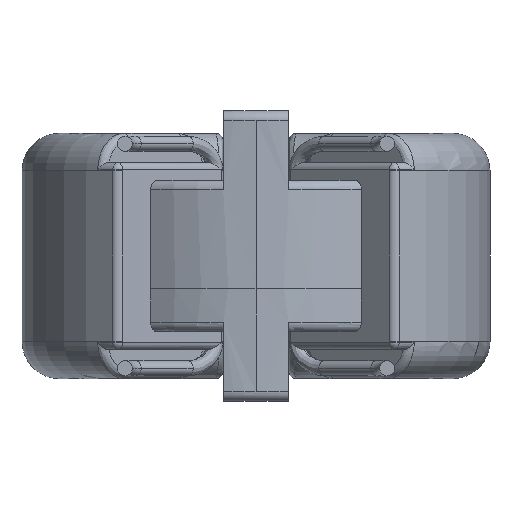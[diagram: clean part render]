
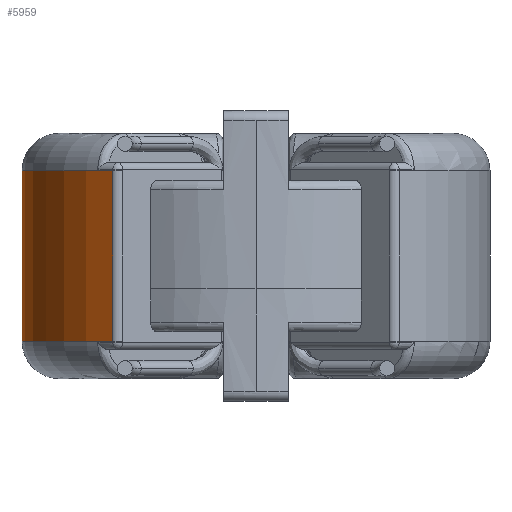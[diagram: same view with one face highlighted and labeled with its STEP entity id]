
A CAD part, front view. The second image highlights one B-rep face of the part: STEP entity #5959.
In plain terms, the highlighted cylindrical face has radius 12.5 mm (diameter 25 mm), a partial arc.
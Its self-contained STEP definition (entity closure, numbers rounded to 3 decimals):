
#1227 = CIRCLE ( 'NONE', #6678, 12.5 ) ;
#1565 = EDGE_LOOP ( 'NONE', ( #1888, #9716, #2584, #11216 ) ) ;
#1888 = ORIENTED_EDGE ( 'NONE', *, *, #6121, .T. ) ;
#1932 = VERTEX_POINT ( 'NONE', #2862 ) ;
#2037 = CARTESIAN_POINT ( 'NONE',  ( -7.645, -9.89, 4.55 ) ) ;
#2123 = FACE_OUTER_BOUND ( 'NONE', #1565, .T. ) ;
#2402 = AXIS2_PLACEMENT_3D ( 'NONE', #9540, #6534, #4640 ) ;
#2584 = ORIENTED_EDGE ( 'NONE', *, *, #4051, .T. ) ;
#2593 = LINE ( 'NONE', #5318, #11098 ) ;
#2862 = CARTESIAN_POINT ( 'NONE',  ( -12.5, 0., 4.55 ) ) ;
#3897 = CYLINDRICAL_SURFACE ( 'NONE', #2402, 12.5 ) ;
#4051 = EDGE_CURVE ( 'NONE', #6750, #9154, #1227, .T. ) ;
#4640 = DIRECTION ( 'NONE',  ( -1., 0., 0. ) ) ;
#5083 = DIRECTION ( 'NONE',  ( 0., 0., -1. ) ) ;
#5304 = AXIS2_PLACEMENT_3D ( 'NONE', #9117, #5083, #11071 ) ;
#5318 = CARTESIAN_POINT ( 'NONE',  ( -7.645, -9.89, 6.55 ) ) ;
#5959 = ADVANCED_FACE ( 'NONE', ( #2123 ), #3897, .T. ) ;
#6121 = EDGE_CURVE ( 'NONE', #7750, #1932, #6366, .T. ) ;
#6366 = CIRCLE ( 'NONE', #5304, 12.5 ) ;
#6534 = DIRECTION ( 'NONE',  ( 0., 0., -1. ) ) ;
#6678 = AXIS2_PLACEMENT_3D ( 'NONE', #10187, #12212, #11224 ) ;
#6750 = VERTEX_POINT ( 'NONE', #10166 ) ;
#6921 = VECTOR ( 'NONE', #12038, 1000. ) ;
#7750 = VERTEX_POINT ( 'NONE', #2037 ) ;
#9117 = CARTESIAN_POINT ( 'NONE',  ( 0., 0., 4.55 ) ) ;
#9154 = VERTEX_POINT ( 'NONE', #11494 ) ;
#9540 = CARTESIAN_POINT ( 'NONE',  ( 0., 0., 6.55 ) ) ;
#9716 = ORIENTED_EDGE ( 'NONE', *, *, #12272, .T. ) ;
#9923 = LINE ( 'NONE', #10947, #6921 ) ;
#10166 = CARTESIAN_POINT ( 'NONE',  ( -12.5, 0., -4.55 ) ) ;
#10187 = CARTESIAN_POINT ( 'NONE',  ( 0., 0., -4.55 ) ) ;
#10370 = EDGE_CURVE ( 'NONE', #9154, #7750, #2593, .T. ) ;
#10947 = CARTESIAN_POINT ( 'NONE',  ( -12.5, 0., 6.55 ) ) ;
#11071 = DIRECTION ( 'NONE',  ( 1., 0., 0. ) ) ;
#11098 = VECTOR ( 'NONE', #11343, 1000. ) ;
#11216 = ORIENTED_EDGE ( 'NONE', *, *, #10370, .T. ) ;
#11224 = DIRECTION ( 'NONE',  ( 1., 0., 0. ) ) ;
#11343 = DIRECTION ( 'NONE',  ( 0., 0., 1. ) ) ;
#11494 = CARTESIAN_POINT ( 'NONE',  ( -7.645, -9.89, -4.55 ) ) ;
#12038 = DIRECTION ( 'NONE',  ( 0., 0., -1. ) ) ;
#12212 = DIRECTION ( 'NONE',  ( 0., 0., 1. ) ) ;
#12272 = EDGE_CURVE ( 'NONE', #1932, #6750, #9923, .T. ) ;
